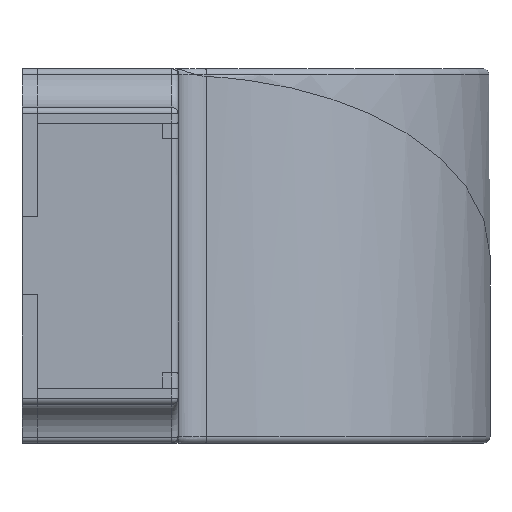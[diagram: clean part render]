
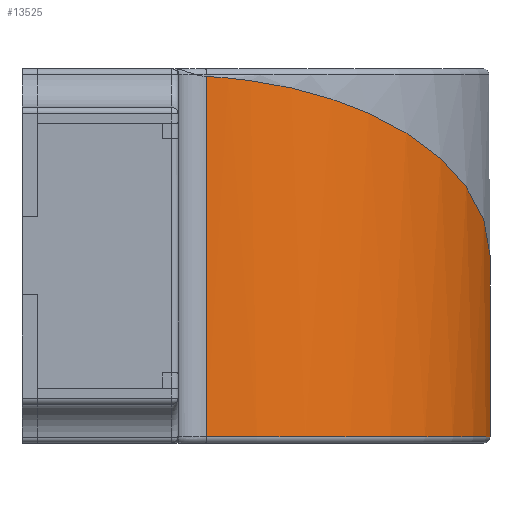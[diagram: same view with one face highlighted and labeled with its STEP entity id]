
A CAD part, left-side view. The second image highlights one B-rep face of the part: STEP entity #13525.
In plain terms, the highlighted cylindrical face has radius 1 mm (diameter 2 mm), a partial arc.
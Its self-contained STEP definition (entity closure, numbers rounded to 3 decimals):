
#69 = AXIS2_PLACEMENT_3D ( 'NONE', #7170, #13788, #2547 ) ;
#107 = CARTESIAN_POINT ( 'NONE',  ( -0.996, 0.159, 0.02 ) ) ;
#430 = LINE ( 'NONE', #1931, #5905 ) ;
#581 = CARTESIAN_POINT ( 'NONE',  ( -0.946, -0.383, 1.146 ) ) ;
#939 = EDGE_CURVE ( 'NONE', #3294, #12150, #430, .T. ) ;
#1305 = ORIENTED_EDGE ( 'NONE', *, *, #9415, .F. ) ;
#1711 = CARTESIAN_POINT ( 'NONE',  ( 0., -0.75, 0.6 ) ) ;
#1931 = CARTESIAN_POINT ( 'NONE',  ( -0.996, 0.159, 1.2 ) ) ;
#1984 = CARTESIAN_POINT ( 'NONE',  ( 0., -0.75, 0. ) ) ;
#2547 = DIRECTION ( 'NONE',  ( -1., 0., 0. ) ) ;
#3134 = VERTEX_POINT ( 'NONE', #14665 ) ;
#3294 = VERTEX_POINT ( 'NONE', #13737 ) ;
#3830 = DIRECTION ( 'NONE',  ( 0., 0., 1. ) ) ;
#4426 = CARTESIAN_POINT ( 'NONE',  ( 0., -0.75, 0.6 ) ) ;
#5905 = VECTOR ( 'NONE', #9017, 1000. ) ;
#6491 = EDGE_CURVE ( 'NONE', #12150, #3134, #6653, .T. ) ;
#6554 = LINE ( 'NONE', #1984, #12169 ) ;
#6575 = VERTEX_POINT ( 'NONE', #4426 ) ;
#6653 = CIRCLE ( 'NONE', #12444, 1. ) ;
#7170 = CARTESIAN_POINT ( 'NONE',  ( 0., 0.25, 1.2 ) ) ;
#7443 = ORIENTED_EDGE ( 'NONE', *, *, #939, .T. ) ;
#8410 = DIRECTION ( 'NONE',  ( 1., 0., 0. ) ) ;
#8701 = DIRECTION ( 'NONE',  ( 0., 0., -1. ) ) ;
#8770 = ORIENTED_EDGE ( 'NONE', *, *, #6491, .T. ) ;
#8869 = ORIENTED_EDGE ( 'NONE', *, *, #11639, .T. ) ;
#9017 = DIRECTION ( 'NONE',  ( 0., 0., -1. ) ) ;
#9415 = EDGE_CURVE ( 'NONE', #6575, #3134, #6554, .T. ) ;
#9445 = EDGE_LOOP ( 'NONE', ( #1305, #8869, #7443, #8770 ) ) ;
#9942 =( BOUNDED_CURVE ( )  B_SPLINE_CURVE ( 3, ( #1711, #14564, #581, #13383 ),
 .UNSPECIFIED., .F., .T. ) 
 B_SPLINE_CURVE_WITH_KNOTS ( ( 4, 4 ),
 ( 1.571, 3.051 ),
 .UNSPECIFIED. ) 
 CURVE ( )  GEOMETRIC_REPRESENTATION_ITEM ( )  RATIONAL_B_SPLINE_CURVE ( ( 1., 0.826, 0.826, 1. ) ) 
 REPRESENTATION_ITEM ( '' )  );
#11639 = EDGE_CURVE ( 'NONE', #6575, #3294, #9942, .T. ) ;
#12150 = VERTEX_POINT ( 'NONE', #107 ) ;
#12169 = VECTOR ( 'NONE', #8701, 1000. ) ;
#12444 = AXIS2_PLACEMENT_3D ( 'NONE', #12914, #3830, #8410 ) ;
#12451 = CYLINDRICAL_SURFACE ( 'NONE', #69, 1. ) ;
#12812 = FACE_OUTER_BOUND ( 'NONE', #9445, .T. ) ;
#12914 = CARTESIAN_POINT ( 'NONE',  ( 0., 0.25, 0.02 ) ) ;
#13383 = CARTESIAN_POINT ( 'NONE',  ( -0.996, 0.159, 1.175 ) ) ;
#13525 = ADVANCED_FACE ( 'NONE', ( #12812 ), #12451, .T. ) ;
#13737 = CARTESIAN_POINT ( 'NONE',  ( -0.996, 0.159, 1.175 ) ) ;
#13788 = DIRECTION ( 'NONE',  ( 0., 0., -1. ) ) ;
#14564 = CARTESIAN_POINT ( 'NONE',  ( -0.544, -0.75, 0.914 ) ) ;
#14665 = CARTESIAN_POINT ( 'NONE',  ( 0., -0.75, 0.02 ) ) ;
